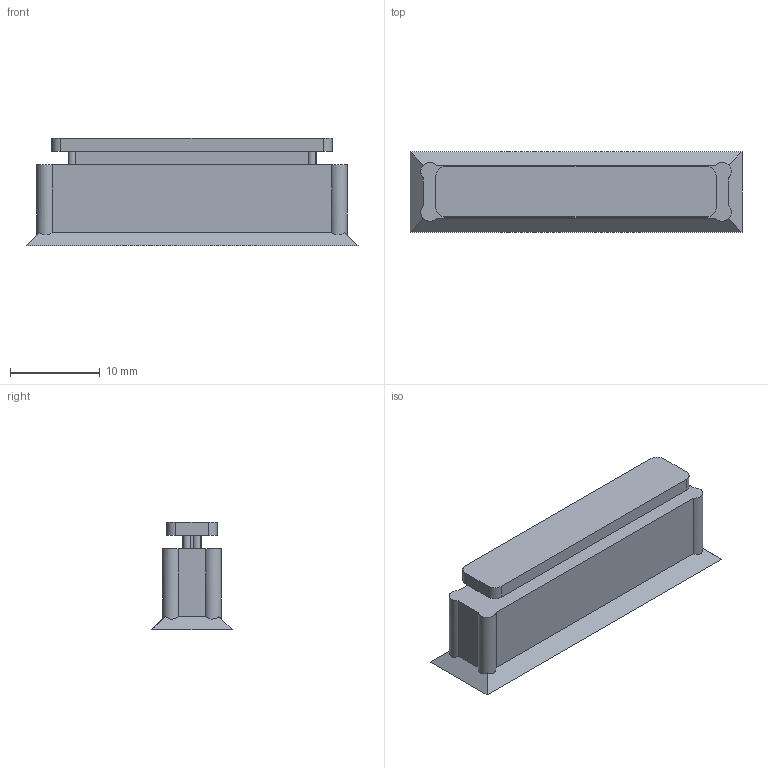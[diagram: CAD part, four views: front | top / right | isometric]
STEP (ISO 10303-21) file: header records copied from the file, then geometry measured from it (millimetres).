
FILE_DESCRIPTION(('FreeCAD Model'),'2;1');
FILE_NAME('pcb_passthrough_20.step', '2019-12-31T16:07:37',('Author'),(''), 'Open CASCADE STEP processor 7.3','FreeCAD','Unknown');
FILE_SCHEMA(('AUTOMOTIVE_DESIGN { 1 0 10303 214 1 1 1 1 }'));
Length unit declared in the file: millimetre
Products named in the file (1): union003001
Bounding box: 36.91 x 8.93 x 12 mm (x, y, z)
Volume: 2259.1 mm3; surface area: 1765 mm2
Topology: 1 solids, 1 shells, 44 faces, 128 edges, 88 vertices
Faces by surface type: plane 28, cylinder 16
Entity records: 1502 total; most frequent: DIRECTION 262, CARTESIAN_POINT 261, ORIENTED_EDGE 256, EDGE_CURVE 128, AXIS2_PLACEMENT_3D 89, VERTEX_POINT 88, LINE 84, VECTOR 84
